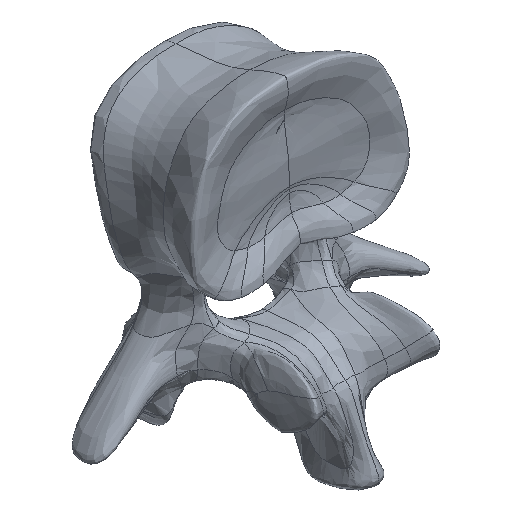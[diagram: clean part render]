
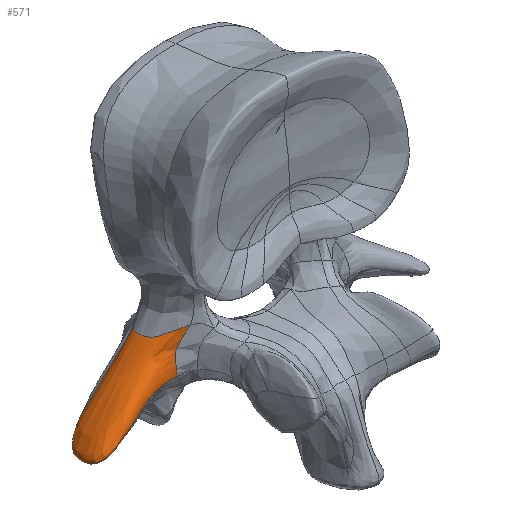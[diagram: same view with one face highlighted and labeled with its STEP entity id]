
A CAD part, isometric view. The second image highlights one B-rep face of the part: STEP entity #571.
In plain terms, the highlighted free-form (B-spline) face has degree [3, 3] with [7, 7] control points.
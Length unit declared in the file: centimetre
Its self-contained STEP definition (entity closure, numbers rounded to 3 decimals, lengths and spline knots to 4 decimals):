
#20 = CARTESIAN_POINT ( 'NONE',  ( -2.4873, 117.7719, -3.1574 ) ) ;
#68 = CARTESIAN_POINT ( 'NONE',  ( -2.3935, 117.8851, -3.1517 ) ) ;
#323 = CARTESIAN_POINT ( 'NONE',  ( -2.0013, 116.9564, -3.0049 ) ) ;
#571 = ADVANCED_FACE ( 'NONE', ( #1890 ), #3246, .T. ) ;
#617 = CARTESIAN_POINT ( 'NONE',  ( -2.0417, 117.0078, -2.8933 ) ) ;
#667 = CARTESIAN_POINT ( 'NONE',  ( -2.2248, 116.9071, -3.8285 ) ) ;
#759 = CARTESIAN_POINT ( 'NONE',  ( -2.5806, 117.3723, -3.2775 ) ) ;
#806 = CARTESIAN_POINT ( 'NONE',  ( -2.445, 117.3618, -3.1142 ) ) ;
#928 = B_SPLINE_CURVE_WITH_KNOTS ( 'NONE', 3,
 ( #5367, #2366, #1450, #8331, #6052, #6687, #3666 ),
 .UNSPECIFIED., .F., .F.,
 ( 4, 1, 1, 1, 4 ),
 ( -4., -3., -2., -1., 0. ),
 .UNSPECIFIED. ) ;
#993 = CARTESIAN_POINT ( 'NONE',  ( -3.6739, 117.7042, -4.7501 ) ) ;
#1051 = CARTESIAN_POINT ( 'NONE',  ( -2.2439, 116.9243, -3.6186 ) ) ;
#1075 = CARTESIAN_POINT ( 'NONE',  ( -3.9107, 117.4971, -4.8564 ) ) ;
#1401 = CARTESIAN_POINT ( 'NONE',  ( -3.9106, 117.8866, -4.4841 ) ) ;
#1449 = CARTESIAN_POINT ( 'NONE',  ( -4.0439, 117.617, -4.9423 ) ) ;
#1450 = CARTESIAN_POINT ( 'NONE',  ( -4.0481, 117.7709, -4.8017 ) ) ;
#1494 = CARTESIAN_POINT ( 'NONE',  ( -3.9107, 117.4971, -4.8564 ) ) ;
#1538 = CARTESIAN_POINT ( 'NONE',  ( -2.5162, 116.9449, -3.8697 ) ) ;
#1890 = FACE_OUTER_BOUND ( 'NONE', #4612, .T. ) ;
#2181 = CARTESIAN_POINT ( 'NONE',  ( -2.4968, 117.8818, -3.2795 ) ) ;
#2271 = CARTESIAN_POINT ( 'NONE',  ( -4.0591, 116.7103, -4.6958 ) ) ;
#2317 = CARTESIAN_POINT ( 'NONE',  ( -2.8735, 116.9827, -3.9108 ) ) ;
#2366 = CARTESIAN_POINT ( 'NONE',  ( -3.8491, 117.7101, -4.8155 ) ) ;
#2518 = CARTESIAN_POINT ( 'NONE',  ( -2.2248, 116.9071, -3.8285 ) ) ;
#2541 = CARTESIAN_POINT ( 'NONE',  ( -4.0591, 116.7103, -4.6958 ) ) ;
#2614 = ORIENTED_EDGE ( 'NONE', *, *, #4407, .T. ) ;
#2874 = CARTESIAN_POINT ( 'NONE',  ( -2.951, 116.9679, -3.8736 ) ) ;
#2922 = CARTESIAN_POINT ( 'NONE',  ( -4.343, 116.5892, -4.7893 ) ) ;
#2973 = CARTESIAN_POINT ( 'NONE',  ( -2.2045, 116.9907, -3.38 ) ) ;
#3017 = CARTESIAN_POINT ( 'NONE',  ( -4.2791, 117.6266, -4.6127 ) ) ;
#3062 = CARTESIAN_POINT ( 'NONE',  ( -2.3391, 117.9367, -3.1495 ) ) ;
#3228 = VERTEX_POINT ( 'NONE', #7765 ) ;
#3246 = B_SPLINE_SURFACE_WITH_KNOTS ( 'NONE', 3, 3, ( 
 ( #4162, #9652, #5229, #2973, #6686, #5134, #667 ),
 ( #7377, #6641, #8233, #9012, #3756, #6823, #1538 ),
 ( #3848, #8190, #8141, #6731, #4536, #2874, #2317 ),
 ( #806, #759, #7514, #5270, #5865, #2922, #2271 ),
 ( #20, #8872, #3803, #3017, #6775, #8918, #1494 ),
 ( #68, #2181, #5912, #8827, #6002, #1449, #8961 ),
 ( #3062, #6051, #7559, #1401, #5954, #5181, #5317 ) ),
 .UNSPECIFIED., .F., .F., .F.,
 ( 4, 1, 1, 1, 4 ),
 ( 4, 1, 1, 1, 4 ),
 ( -4., -3., -2., -1., 0. ),
 ( 0., 1., 2., 3., 4. ),
 .UNSPECIFIED. ) ;
#3287 = CARTESIAN_POINT ( 'NONE',  ( -2.8735, 116.9827, -3.9108 ) ) ;
#3315 = CARTESIAN_POINT ( 'NONE',  ( -2.2422, 116.9036, -3.7679 ) ) ;
#3437 = EDGE_CURVE ( 'NONE', #4240, #9178, #928, .T. ) ;
#3513 = CARTESIAN_POINT ( 'NONE',  ( -2.2041, 117.1463, -2.9748 ) ) ;
#3614 = CARTESIAN_POINT ( 'NONE',  ( -2.3391, 117.9367, -3.1495 ) ) ;
#3666 = CARTESIAN_POINT ( 'NONE',  ( -2.3391, 117.9367, -3.1495 ) ) ;
#3756 = CARTESIAN_POINT ( 'NONE',  ( -2.5266, 116.9779, -3.6569 ) ) ;
#3803 = CARTESIAN_POINT ( 'NONE',  ( -3.02, 117.7329, -3.6495 ) ) ;
#3848 = CARTESIAN_POINT ( 'NONE',  ( -2.2041, 117.1463, -2.9748 ) ) ;
#3978 = CARTESIAN_POINT ( 'NONE',  ( -3.6739, 117.7042, -4.7501 ) ) ;
#4059 = CARTESIAN_POINT ( 'NONE',  ( -2.1586, 117.0093, -3.2573 ) ) ;
#4162 = CARTESIAN_POINT ( 'NONE',  ( -1.876, 116.9166, -2.8515 ) ) ;
#4240 = VERTEX_POINT ( 'NONE', #993 ) ;
#4404 = B_SPLINE_CURVE_WITH_KNOTS ( 'NONE', 3,
 ( #2518, #3315, #1051, #8484, #4059, #323, #5569 ),
 .UNSPECIFIED., .F., .F.,
 ( 4, 1, 1, 1, 4 ),
 ( 0., 1., 2., 3., 4. ),
 .UNSPECIFIED. ) ;
#4407 = EDGE_CURVE ( 'NONE', #4240, #3228, #7953, .T. ) ;
#4536 = CARTESIAN_POINT ( 'NONE',  ( -2.9393, 116.9995, -3.7279 ) ) ;
#4612 = EDGE_LOOP ( 'NONE', ( #8669, #5690, #2614, #7296 ) ) ;
#4933 = CARTESIAN_POINT ( 'NONE',  ( -2.4873, 117.7719, -3.1574 ) ) ;
#5134 = CARTESIAN_POINT ( 'NONE',  ( -2.2422, 116.9036, -3.7679 ) ) ;
#5181 = CARTESIAN_POINT ( 'NONE',  ( -3.8491, 117.7101, -4.8155 ) ) ;
#5229 = CARTESIAN_POINT ( 'NONE',  ( -2.1586, 117.0093, -3.2573 ) ) ;
#5270 = CARTESIAN_POINT ( 'NONE',  ( -4.3592, 116.8101, -4.4885 ) ) ;
#5317 = CARTESIAN_POINT ( 'NONE',  ( -3.6739, 117.7042, -4.7501 ) ) ;
#5367 = CARTESIAN_POINT ( 'NONE',  ( -3.6739, 117.7042, -4.7501 ) ) ;
#5569 = CARTESIAN_POINT ( 'NONE',  ( -1.876, 116.9166, -2.8515 ) ) ;
#5690 = ORIENTED_EDGE ( 'NONE', *, *, #3437, .F. ) ;
#5865 = CARTESIAN_POINT ( 'NONE',  ( -4.5913, 116.5621, -4.792 ) ) ;
#5912 = CARTESIAN_POINT ( 'NONE',  ( -2.7483, 117.8755, -3.5441 ) ) ;
#5954 = CARTESIAN_POINT ( 'NONE',  ( -4.0481, 117.7709, -4.8017 ) ) ;
#6002 = CARTESIAN_POINT ( 'NONE',  ( -4.2644, 117.6769, -4.9347 ) ) ;
#6051 = CARTESIAN_POINT ( 'NONE',  ( -2.4286, 117.9331, -3.2658 ) ) ;
#6052 = CARTESIAN_POINT ( 'NONE',  ( -2.6408, 117.931, -3.5065 ) ) ;
#6323 = CARTESIAN_POINT ( 'NONE',  ( -3.8412, 117.6179, -4.8601 ) ) ;
#6428 = EDGE_CURVE ( 'NONE', #9178, #7342, #8670, .T. ) ;
#6641 = CARTESIAN_POINT ( 'NONE',  ( -2.1387, 117.0377, -3.0255 ) ) ;
#6686 = CARTESIAN_POINT ( 'NONE',  ( -2.2439, 116.9243, -3.6186 ) ) ;
#6687 = CARTESIAN_POINT ( 'NONE',  ( -2.4286, 117.9331, -3.2658 ) ) ;
#6731 = CARTESIAN_POINT ( 'NONE',  ( -2.7755, 117.1147, -3.4936 ) ) ;
#6775 = CARTESIAN_POINT ( 'NONE',  ( -4.3913, 117.5126, -4.9498 ) ) ;
#6823 = CARTESIAN_POINT ( 'NONE',  ( -2.5561, 116.9435, -3.8198 ) ) ;
#7225 = CARTESIAN_POINT ( 'NONE',  ( -2.3935, 117.8851, -3.1517 ) ) ;
#7296 = ORIENTED_EDGE ( 'NONE', *, *, #9635, .T. ) ;
#7342 = VERTEX_POINT ( 'NONE', #7480 ) ;
#7377 = CARTESIAN_POINT ( 'NONE',  ( -2.0417, 117.0078, -2.8933 ) ) ;
#7480 = CARTESIAN_POINT ( 'NONE',  ( -1.876, 116.9166, -2.8515 ) ) ;
#7514 = CARTESIAN_POINT ( 'NONE',  ( -2.9838, 117.3897, -3.6449 ) ) ;
#7559 = CARTESIAN_POINT ( 'NONE',  ( -2.6408, 117.931, -3.5065 ) ) ;
#7765 = CARTESIAN_POINT ( 'NONE',  ( -2.2248, 116.9071, -3.8285 ) ) ;
#7905 = CARTESIAN_POINT ( 'NONE',  ( -1.876, 116.9166, -2.8515 ) ) ;
#7953 = B_SPLINE_CURVE_WITH_KNOTS ( 'NONE', 3,
 ( #3978, #6323, #1075, #2541, #3287, #8510, #9288 ),
 .UNSPECIFIED., .F., .F.,
 ( 4, 1, 1, 1, 4 ),
 ( -4., -3., -2., -1., 0. ),
 .UNSPECIFIED. ) ;
#8141 = CARTESIAN_POINT ( 'NONE',  ( -2.6663, 117.2776, -3.4251 ) ) ;
#8190 = CARTESIAN_POINT ( 'NONE',  ( -2.3207, 117.1713, -3.1142 ) ) ;
#8233 = CARTESIAN_POINT ( 'NONE',  ( -2.3236, 117.0989, -3.299 ) ) ;
#8331 = CARTESIAN_POINT ( 'NONE',  ( -3.9106, 117.8866, -4.4841 ) ) ;
#8484 = CARTESIAN_POINT ( 'NONE',  ( -2.2045, 116.9907, -3.38 ) ) ;
#8510 = CARTESIAN_POINT ( 'NONE',  ( -2.5162, 116.9449, -3.8697 ) ) ;
#8669 = ORIENTED_EDGE ( 'NONE', *, *, #6428, .F. ) ;
#8670 = B_SPLINE_CURVE_WITH_KNOTS ( 'NONE', 3,
 ( #3614, #7225, #4933, #8682, #3513, #617, #7905 ),
 .UNSPECIFIED., .F., .F.,
 ( 4, 1, 1, 1, 4 ),
 ( -4., -3., -2., -1., 0. ),
 .UNSPECIFIED. ) ;
#8682 = CARTESIAN_POINT ( 'NONE',  ( -2.445, 117.3618, -3.1142 ) ) ;
#8827 = CARTESIAN_POINT ( 'NONE',  ( -4.108, 117.8063, -4.5899 ) ) ;
#8872 = CARTESIAN_POINT ( 'NONE',  ( -2.6376, 117.7653, -3.3167 ) ) ;
#8918 = CARTESIAN_POINT ( 'NONE',  ( -4.138, 117.4787, -4.9514 ) ) ;
#8961 = CARTESIAN_POINT ( 'NONE',  ( -3.8412, 117.6179, -4.8601 ) ) ;
#9012 = CARTESIAN_POINT ( 'NONE',  ( -2.4119, 117.0638, -3.407 ) ) ;
#9178 = VERTEX_POINT ( 'NONE', #9409 ) ;
#9288 = CARTESIAN_POINT ( 'NONE',  ( -2.2248, 116.9071, -3.8285 ) ) ;
#9409 = CARTESIAN_POINT ( 'NONE',  ( -2.3391, 117.9367, -3.1495 ) ) ;
#9635 = EDGE_CURVE ( 'NONE', #3228, #7342, #4404, .T. ) ;
#9652 = CARTESIAN_POINT ( 'NONE',  ( -2.0013, 116.9564, -3.0049 ) ) ;
